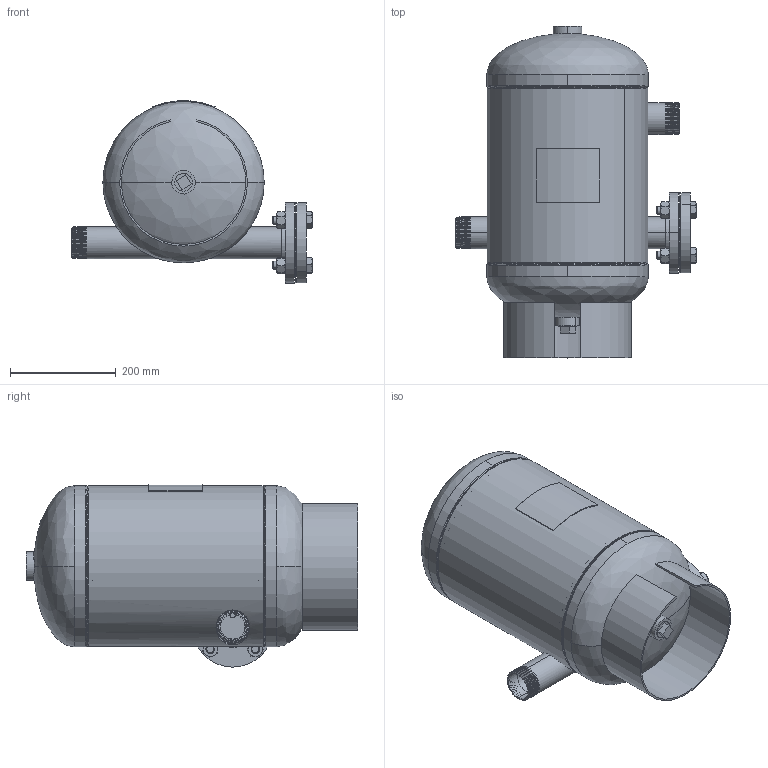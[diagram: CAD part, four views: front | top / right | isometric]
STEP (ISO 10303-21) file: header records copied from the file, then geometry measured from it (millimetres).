
FILE_DESCRIPTION (( 'STEP AP203' ), '1' );
FILE_NAME ('SPA-2-S.STEP', '2021-03-17T14:53:01', ( '' ), ( '' ), 'SwSTEP 2.0', 'SolidWorks 2021', '' );
FILE_SCHEMA (( 'CONFIG_CONTROL_DESIGN' ));
Length unit declared in the file: inch
Products named in the file (20): 9800542_HHBOLT 0.6250-11x2.5x2.5-N; 9200040; 72Q0888; 99A1381; 99P1382_9; 9600830_12" VERT; PLUGS_9500150; SORF FLANGES ASME B16.5_2 150# SA-105; 05102001; 9100240_.5; 9400280; 99P1973_7727K357; 99P1972_7727K357; 9800620_HHNUT 0.6250-11-D-N; 9500060; 9800812; 9500050; SPA-2-S; Garlock F.F. Gaskets 150# .0625 tk_9471002
Assembly tree (25 placements, depth 3):
  SPA-2-S
    05102001
    9200040
    9200040
    9500060
    9500050
    PLUGS_9500150
    99P1972_7727K357
    99P1973_7727K357
    99A1381
      99P1382_9
      SORF FLANGES ASME B16.5_2 150# SA-105
    9800542_HHBOLT 0.6250-11x2.5x2.5-N  x4
    9800620_HHNUT 0.6250-11-D-N  x4
    9400280
    Garlock F.F. Gaskets 150# .0625 tk_9471002
    9100240_.5
    9800812
    72Q0888
    9600830_12" VERT
Bounding box: 454.19 x 627.06 x 344.25 mm (x, y, z)
Volume: 2741878.9 mm3; surface area: 1794439.5 mm2
Topology: 24 solids, 24 shells, 591 faces, 1256 edges, 720 vertices
Faces by surface type: cone 292, cylinder 141, plane 112, torus 24, bspline 22
Full cylindrical faces by diameter (mm): 299.72 x1, 304.597 x1
Entity records: 22927 total; most frequent: CARTESIAN_POINT 10734, DIRECTION 2262, ORIENTED_EDGE 1912, EDGE_CURVE 956, AXIS2_PLACEMENT_3D 945, VERTEX_POINT 546, EDGE_LOOP 506, CIRCLE 488
